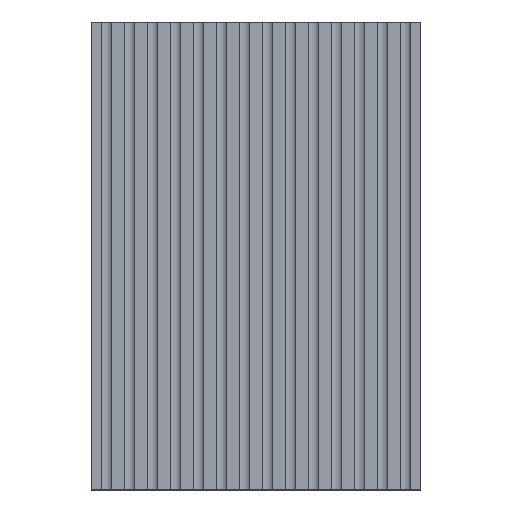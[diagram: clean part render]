
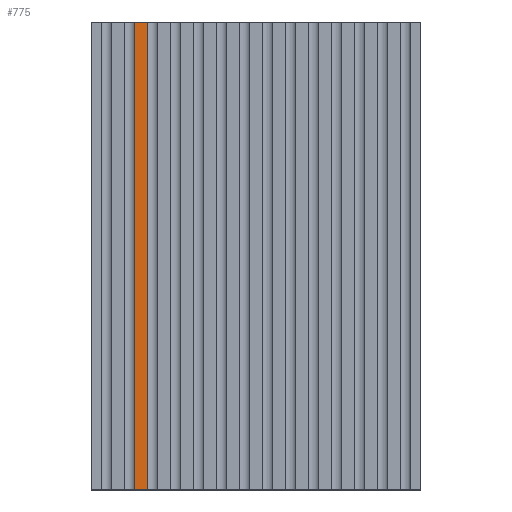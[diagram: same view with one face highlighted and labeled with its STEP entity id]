
A CAD part, top view. The second image highlights one B-rep face of the part: STEP entity #775.
In plain terms, the highlighted planar face has unit normal (0, 0, 1).
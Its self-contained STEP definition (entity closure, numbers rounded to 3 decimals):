
#24 = ORIENTED_EDGE ( 'NONE', *, *, #758, .F. ) ;
#43 = CARTESIAN_POINT ( 'NONE',  ( -54.456, -105., 3. ) ) ;
#86 = ORIENTED_EDGE ( 'NONE', *, *, #1017, .F. ) ;
#93 = DIRECTION ( 'NONE',  ( 0., -1., 0. ) ) ;
#110 = VECTOR ( 'NONE', #93, 1000. ) ;
#174 = CARTESIAN_POINT ( 'NONE',  ( -54.456, 105., 3. ) ) ;
#229 = CARTESIAN_POINT ( 'NONE',  ( -54.456, -105., 3. ) ) ;
#312 = VERTEX_POINT ( 'NONE', #916 ) ;
#321 = VECTOR ( 'NONE', #847, 1000. ) ;
#324 = ORIENTED_EDGE ( 'NONE', *, *, #804, .T. ) ;
#325 = PLANE ( 'NONE',  #375 ) ;
#375 = AXIS2_PLACEMENT_3D ( 'NONE', #1104, #589, #1015 ) ;
#399 = FACE_OUTER_BOUND ( 'NONE', #459, .T. ) ;
#459 = EDGE_LOOP ( 'NONE', ( #24, #689, #86, #324 ) ) ;
#524 = VECTOR ( 'NONE', #853, 1000. ) ;
#589 = DIRECTION ( 'NONE',  ( 0., 0., 1. ) ) ;
#689 = ORIENTED_EDGE ( 'NONE', *, *, #823, .T. ) ;
#695 = LINE ( 'NONE', #877, #961 ) ;
#742 = LINE ( 'NONE', #229, #321 ) ;
#758 = EDGE_CURVE ( 'NONE', #1139, #874, #742, .T. ) ;
#775 = ADVANCED_FACE ( 'NONE', ( #399 ), #325, .T. ) ;
#804 = EDGE_CURVE ( 'NONE', #312, #874, #938, .T. ) ;
#823 = EDGE_CURVE ( 'NONE', #1139, #941, #695, .T. ) ;
#847 = DIRECTION ( 'NONE',  ( 0., 1., 0. ) ) ;
#853 = DIRECTION ( 'NONE',  ( -1., 0., 0. ) ) ;
#874 = VERTEX_POINT ( 'NONE', #174 ) ;
#877 = CARTESIAN_POINT ( 'NONE',  ( -74., -105., 3. ) ) ;
#915 = CARTESIAN_POINT ( 'NONE',  ( -74., 105., 3. ) ) ;
#916 = CARTESIAN_POINT ( 'NONE',  ( -48.621, 105., 3. ) ) ;
#938 = LINE ( 'NONE', #915, #524 ) ;
#941 = VERTEX_POINT ( 'NONE', #1052 ) ;
#954 = DIRECTION ( 'NONE',  ( 1., 0., 0. ) ) ;
#961 = VECTOR ( 'NONE', #954, 1000. ) ;
#1015 = DIRECTION ( 'NONE',  ( 1., 0., 0. ) ) ;
#1017 = EDGE_CURVE ( 'NONE', #312, #941, #1086, .T. ) ;
#1052 = CARTESIAN_POINT ( 'NONE',  ( -48.621, -105., 3. ) ) ;
#1062 = CARTESIAN_POINT ( 'NONE',  ( -48.621, -105., 3. ) ) ;
#1086 = LINE ( 'NONE', #1062, #110 ) ;
#1104 = CARTESIAN_POINT ( 'NONE',  ( 0., 0., 3. ) ) ;
#1139 = VERTEX_POINT ( 'NONE', #43 ) ;
